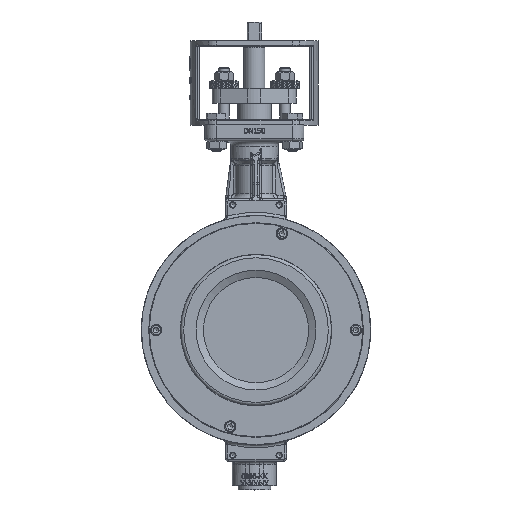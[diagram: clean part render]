
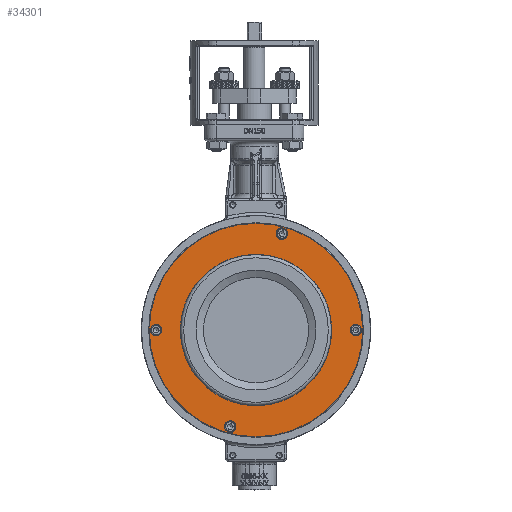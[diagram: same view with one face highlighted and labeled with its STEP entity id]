
A CAD part, top view. The second image highlights one B-rep face of the part: STEP entity #34301.
In plain terms, the highlighted planar face has unit normal (0, 0, 1).
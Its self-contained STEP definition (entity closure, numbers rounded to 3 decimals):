
#6477=PLANE('',#37091);
#7035=FACE_BOUND('',#11444,.T.);
#7036=FACE_BOUND('',#11445,.T.);
#7037=FACE_BOUND('',#11446,.T.);
#7038=FACE_BOUND('',#11447,.T.);
#7039=FACE_BOUND('',#11448,.T.);
#9050=FACE_OUTER_BOUND('',#11443,.T.);
#11443=EDGE_LOOP('',(#29692));
#11444=EDGE_LOOP('',(#29693));
#11445=EDGE_LOOP('',(#29694));
#11446=EDGE_LOOP('',(#29695));
#11447=EDGE_LOOP('',(#29696));
#11448=EDGE_LOOP('',(#29697));
#12869=CIRCLE('',#37085,7.2);
#12873=CIRCLE('',#37092,10.15);
#12874=CIRCLE('',#37093,0.55);
#12875=CIRCLE('',#37094,0.55);
#12876=CIRCLE('',#37095,0.55);
#12877=CIRCLE('',#37096,0.55);
#15916=VERTEX_POINT('',#103972);
#15920=VERTEX_POINT('',#103983);
#15921=VERTEX_POINT('',#103985);
#15922=VERTEX_POINT('',#103987);
#15923=VERTEX_POINT('',#103989);
#15924=VERTEX_POINT('',#103991);
#20541=EDGE_CURVE('',#15916,#15916,#12869,.T.);
#20545=EDGE_CURVE('',#15920,#15920,#12873,.T.);
#20546=EDGE_CURVE('',#15921,#15921,#12874,.T.);
#20547=EDGE_CURVE('',#15922,#15922,#12875,.T.);
#20548=EDGE_CURVE('',#15923,#15923,#12876,.T.);
#20549=EDGE_CURVE('',#15924,#15924,#12877,.T.);
#29692=ORIENTED_EDGE('',*,*,#20545,.F.);
#29693=ORIENTED_EDGE('',*,*,#20546,.T.);
#29694=ORIENTED_EDGE('',*,*,#20547,.T.);
#29695=ORIENTED_EDGE('',*,*,#20548,.T.);
#29696=ORIENTED_EDGE('',*,*,#20549,.T.);
#29697=ORIENTED_EDGE('',*,*,#20541,.T.);
#34301=ADVANCED_FACE('',(#9050,#7035,#7036,#7037,#7038,#7039),#6477,.T.);
#37085=AXIS2_PLACEMENT_3D('',#103973,#44304,#44305);
#37091=AXIS2_PLACEMENT_3D('',#103982,#44316,#44317);
#37092=AXIS2_PLACEMENT_3D('',#103984,#44318,#44319);
#37093=AXIS2_PLACEMENT_3D('',#103986,#44320,#44321);
#37094=AXIS2_PLACEMENT_3D('',#103988,#44322,#44323);
#37095=AXIS2_PLACEMENT_3D('',#103990,#44324,#44325);
#37096=AXIS2_PLACEMENT_3D('',#103992,#44326,#44327);
#44304=DIRECTION('center_axis',(0.,0.,
-1.));
#44305=DIRECTION('ref_axis',(0.,1.,0.));
#44316=DIRECTION('center_axis',(0.,0.,
1.));
#44317=DIRECTION('ref_axis',(-1.,0.,0.));
#44318=DIRECTION('center_axis',(0.,0.,
-1.));
#44319=DIRECTION('ref_axis',(0.,-1.,0.));
#44320=DIRECTION('center_axis',(0.,0.,
-1.));
#44321=DIRECTION('ref_axis',(0.,1.,0.));
#44322=DIRECTION('center_axis',(0.,0.,
-1.));
#44323=DIRECTION('ref_axis',(0.,1.,0.));
#44324=DIRECTION('center_axis',(0.,0.,
-1.));
#44325=DIRECTION('ref_axis',(0.,-1.,0.));
#44326=DIRECTION('center_axis',(0.,0.,
-1.));
#44327=DIRECTION('ref_axis',(0.,-1.,0.));
#103972=CARTESIAN_POINT('',(0.,7.2,3.31));
#103973=CARTESIAN_POINT('Origin',(0.,0.,
3.31));
#103982=CARTESIAN_POINT('Origin',(0.,8.7,
3.31));
#103983=CARTESIAN_POINT('',(0.,10.15,3.31));
#103984=CARTESIAN_POINT('Origin',(0.,0.,
3.31));
#103985=CARTESIAN_POINT('',(-2.459,-8.626,3.31));
#103986=CARTESIAN_POINT('Origin',(-2.459,-9.176,3.31));
#103987=CARTESIAN_POINT('',(-9.5,0.55,3.31));
#103988=CARTESIAN_POINT('Origin',(-9.5,0.,
3.31));
#103989=CARTESIAN_POINT('',(2.459,8.626,3.31));
#103990=CARTESIAN_POINT('Origin',(2.459,9.176,3.31));
#103991=CARTESIAN_POINT('',(9.5,-0.55,3.31));
#103992=CARTESIAN_POINT('Origin',(9.5,0.,
3.31));
